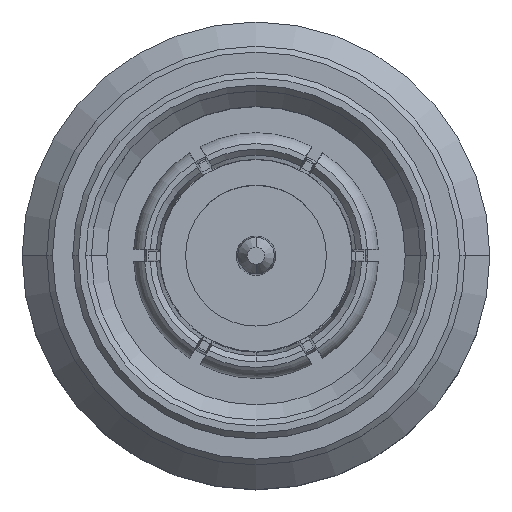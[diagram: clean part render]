
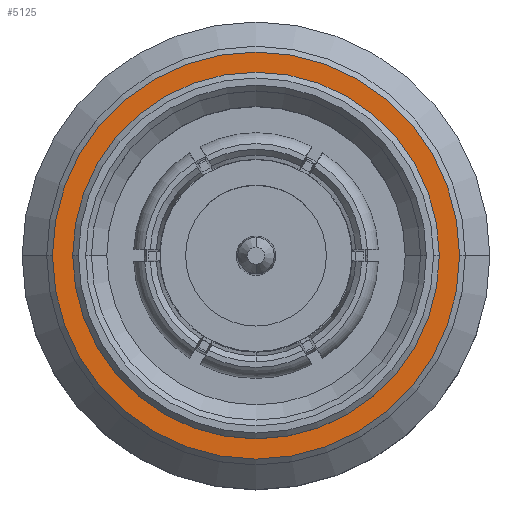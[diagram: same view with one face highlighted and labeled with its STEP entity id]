
A CAD part, top view. The second image highlights one B-rep face of the part: STEP entity #5125.
In plain terms, the highlighted planar face has unit normal (0, 0, 1).
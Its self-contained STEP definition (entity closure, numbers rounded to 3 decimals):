
#1351 = AXIS2_PLACEMENT_3D ( 'NONE', #1402, #1401, #1400 ) ;
#1352 = CIRCLE ( 'NONE', #1351, 6.35 ) ;
#1400 = DIRECTION ( 'NONE',  ( 1., 0., 0. ) ) ;
#1401 = DIRECTION ( 'NONE',  ( 0., 0., 1. ) ) ;
#1402 = CARTESIAN_POINT ( 'NONE',  ( 0., 0., -0.35 ) ) ;
#1439 = FACE_BOUND ( 'NONE', #5133, .T. ) ;
#1440 = FACE_OUTER_BOUND ( 'NONE', #5104, .T. ) ;
#1490 = DIRECTION ( 'NONE',  ( -1., 0., 0. ) ) ;
#1491 = DIRECTION ( 'NONE',  ( 0., 0., -1. ) ) ;
#1492 = CARTESIAN_POINT ( 'NONE',  ( 0., 6.35, -0.35 ) ) ;
#1493 = AXIS2_PLACEMENT_3D ( 'NONE', #1492, #1491, #1490 ) ;
#1495 = PLANE ( 'NONE',  #1493 ) ;
#1544 = DIRECTION ( 'NONE',  ( -1., 0., 0. ) ) ;
#1545 = DIRECTION ( 'NONE',  ( 0., 0., 1. ) ) ;
#1546 = CARTESIAN_POINT ( 'NONE',  ( 0., 0., -0.35 ) ) ;
#1547 = AXIS2_PLACEMENT_3D ( 'NONE', #1546, #1545, #1544 ) ;
#1548 = CIRCLE ( 'NONE', #1547, 7.05 ) ;
#3877 = EDGE_CURVE ( 'NONE', #3882, #3880, #7414, .T. ) ;
#3880 = VERTEX_POINT ( 'NONE', #6635 ) ;
#3882 = VERTEX_POINT ( 'NONE', #6637 ) ;
#3904 = VERTEX_POINT ( 'NONE', #6632 ) ;
#3928 = VERTEX_POINT ( 'NONE', #6687 ) ;
#4113 = EDGE_CURVE ( 'NONE', #3904, #3928, #7244, .T. ) ;
#4958 = ORIENTED_EDGE ( 'NONE', *, *, #5137, .T. ) ;
#5100 = EDGE_CURVE ( 'NONE', #3880, #3882, #1352, .T. ) ;
#5104 = EDGE_LOOP ( 'NONE', ( #4958, #5135 ) ) ;
#5125 = ADVANCED_FACE ( 'NONE', ( #1440, #1439 ), #1495, .F. ) ;
#5133 = EDGE_LOOP ( 'NONE', ( #5136, #5139 ) ) ;
#5135 = ORIENTED_EDGE ( 'NONE', *, *, #4113, .T. ) ;
#5136 = ORIENTED_EDGE ( 'NONE', *, *, #3877, .F. ) ;
#5137 = EDGE_CURVE ( 'NONE', #3928, #3904, #1548, .T. ) ;
#5139 = ORIENTED_EDGE ( 'NONE', *, *, #5100, .F. ) ;
#6613 = DIRECTION ( 'NONE',  ( 0., 0., 1. ) ) ;
#6614 = CARTESIAN_POINT ( 'NONE',  ( 0., 0., -0.35 ) ) ;
#6632 = CARTESIAN_POINT ( 'NONE',  ( 7.05, 0., -0.35 ) ) ;
#6635 = CARTESIAN_POINT ( 'NONE',  ( -6.35, 0., -0.35 ) ) ;
#6637 = CARTESIAN_POINT ( 'NONE',  ( 6.35, 0., -0.35 ) ) ;
#6645 = DIRECTION ( 'NONE',  ( 1., 0., 0. ) ) ;
#6648 = AXIS2_PLACEMENT_3D ( 'NONE', #6614, #6613, #6645 ) ;
#6687 = CARTESIAN_POINT ( 'NONE',  ( -7.05, 0., -0.35 ) ) ;
#7240 = DIRECTION ( 'NONE',  ( -1., 0., 0. ) ) ;
#7241 = DIRECTION ( 'NONE',  ( 0., 0., 1. ) ) ;
#7242 = CARTESIAN_POINT ( 'NONE',  ( 0., 0., -0.35 ) ) ;
#7243 = AXIS2_PLACEMENT_3D ( 'NONE', #7242, #7241, #7240 ) ;
#7244 = CIRCLE ( 'NONE', #7243, 7.05 ) ;
#7414 = CIRCLE ( 'NONE', #6648, 6.35 ) ;
